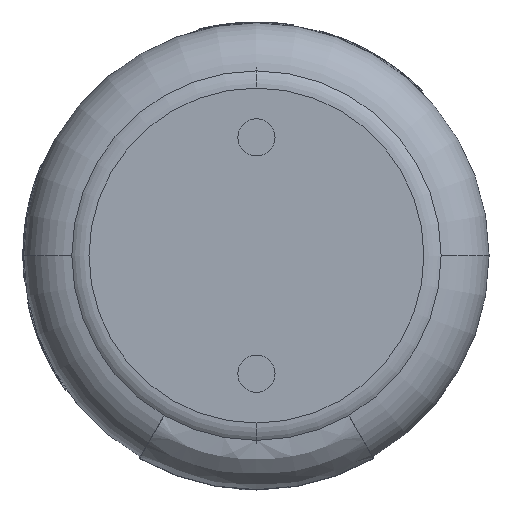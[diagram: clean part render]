
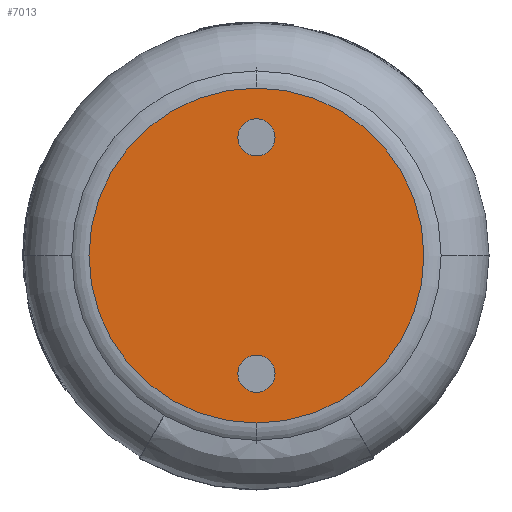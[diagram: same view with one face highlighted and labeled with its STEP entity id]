
A CAD part, front view. The second image highlights one B-rep face of the part: STEP entity #7013.
In plain terms, the highlighted planar face has unit normal (0, -1, 0).
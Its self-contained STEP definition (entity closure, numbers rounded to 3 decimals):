
#137 = DIRECTION ( 'NONE',  ( 0., 0., -1. ) ) ;
#226 = VERTEX_POINT ( 'NONE', #8807 ) ;
#548 = DIRECTION ( 'NONE',  ( 0., 0., -1. ) ) ;
#774 = EDGE_CURVE ( 'NONE', #226, #6892, #7388, .T. ) ;
#1011 = CARTESIAN_POINT ( 'NONE',  ( 0., 0., -1.27 ) ) ;
#1405 = AXIS2_PLACEMENT_3D ( 'NONE', #13588, #8036, #6597 ) ;
#1532 = EDGE_LOOP ( 'NONE', ( #6662, #15233 ) ) ;
#1747 = CARTESIAN_POINT ( 'NONE',  ( 0., 0., 1.27 ) ) ;
#1940 = ORIENTED_EDGE ( 'NONE', *, *, #8413, .F. ) ;
#2120 = CIRCLE ( 'NONE', #10767, 1.8 ) ;
#2146 = CARTESIAN_POINT ( 'NONE',  ( 0., 0., -1.47 ) ) ;
#2382 = DIRECTION ( 'NONE',  ( 0., -1., 0. ) ) ;
#2489 = FACE_OUTER_BOUND ( 'NONE', #9261, .T. ) ;
#2763 = CIRCLE ( 'NONE', #9894, 1.8 ) ;
#3148 = CIRCLE ( 'NONE', #1405, 0.2 ) ;
#3379 = AXIS2_PLACEMENT_3D ( 'NONE', #16470, #5745, #12397 ) ;
#3843 = AXIS2_PLACEMENT_3D ( 'NONE', #7277, #14156, #548 ) ;
#3966 = AXIS2_PLACEMENT_3D ( 'NONE', #1011, #2382, #11925 ) ;
#4192 = CIRCLE ( 'NONE', #3966, 0.2 ) ;
#4523 = VERTEX_POINT ( 'NONE', #2146 ) ;
#4585 = ORIENTED_EDGE ( 'NONE', *, *, #8870, .F. ) ;
#4706 = VERTEX_POINT ( 'NONE', #17617 ) ;
#5745 = DIRECTION ( 'NONE',  ( 0., -1., 0. ) ) ;
#5989 = DIRECTION ( 'NONE',  ( 0., -1., 0. ) ) ;
#6095 = EDGE_CURVE ( 'NONE', #4706, #16367, #2763, .T. ) ;
#6114 = CARTESIAN_POINT ( 'NONE',  ( 0., 0., -1.07 ) ) ;
#6597 = DIRECTION ( 'NONE',  ( 0., 0., -1. ) ) ;
#6662 = ORIENTED_EDGE ( 'NONE', *, *, #12538, .F. ) ;
#6892 = VERTEX_POINT ( 'NONE', #11243 ) ;
#6973 = DIRECTION ( 'NONE',  ( 0., -1., 0. ) ) ;
#7013 = ADVANCED_FACE ( 'NONE', ( #10829, #2489, #17660 ), #15469, .T. ) ;
#7277 = CARTESIAN_POINT ( 'NONE',  ( 2.1, 0., 0. ) ) ;
#7388 = CIRCLE ( 'NONE', #12591, 0.2 ) ;
#8036 = DIRECTION ( 'NONE',  ( 0., -1., 0. ) ) ;
#8171 = CARTESIAN_POINT ( 'NONE',  ( 0., 0., 0. ) ) ;
#8293 = CIRCLE ( 'NONE', #3379, 0.2 ) ;
#8300 = CARTESIAN_POINT ( 'NONE',  ( 0., 0., 0. ) ) ;
#8306 = ORIENTED_EDGE ( 'NONE', *, *, #6095, .T. ) ;
#8413 = EDGE_CURVE ( 'NONE', #4523, #13628, #8293, .T. ) ;
#8524 = CARTESIAN_POINT ( 'NONE',  ( 0., 0., 1.8 ) ) ;
#8807 = CARTESIAN_POINT ( 'NONE',  ( 0., 0., 1.07 ) ) ;
#8870 = EDGE_CURVE ( 'NONE', #13628, #4523, #4192, .T. ) ;
#9261 = EDGE_LOOP ( 'NONE', ( #8306, #9574 ) ) ;
#9537 = DIRECTION ( 'NONE',  ( 0., 0., -1. ) ) ;
#9574 = ORIENTED_EDGE ( 'NONE', *, *, #10606, .T. ) ;
#9894 = AXIS2_PLACEMENT_3D ( 'NONE', #8171, #17663, #9537 ) ;
#10250 = EDGE_LOOP ( 'NONE', ( #4585, #1940 ) ) ;
#10606 = EDGE_CURVE ( 'NONE', #16367, #4706, #2120, .T. ) ;
#10767 = AXIS2_PLACEMENT_3D ( 'NONE', #8300, #6973, #137 ) ;
#10829 = FACE_BOUND ( 'NONE', #1532, .T. ) ;
#11243 = CARTESIAN_POINT ( 'NONE',  ( 0., 0., 1.47 ) ) ;
#11925 = DIRECTION ( 'NONE',  ( 0., 0., -1. ) ) ;
#12397 = DIRECTION ( 'NONE',  ( 0., 0., -1. ) ) ;
#12538 = EDGE_CURVE ( 'NONE', #6892, #226, #3148, .T. ) ;
#12591 = AXIS2_PLACEMENT_3D ( 'NONE', #1747, #5989, #15455 ) ;
#13588 = CARTESIAN_POINT ( 'NONE',  ( 0., 0., 1.27 ) ) ;
#13628 = VERTEX_POINT ( 'NONE', #6114 ) ;
#14156 = DIRECTION ( 'NONE',  ( 0., -1., 0. ) ) ;
#15233 = ORIENTED_EDGE ( 'NONE', *, *, #774, .F. ) ;
#15455 = DIRECTION ( 'NONE',  ( 0., 0., -1. ) ) ;
#15469 = PLANE ( 'NONE',  #3843 ) ;
#16367 = VERTEX_POINT ( 'NONE', #8524 ) ;
#16470 = CARTESIAN_POINT ( 'NONE',  ( 0., 0., -1.27 ) ) ;
#17617 = CARTESIAN_POINT ( 'NONE',  ( 0., 0., -1.8 ) ) ;
#17660 = FACE_BOUND ( 'NONE', #10250, .T. ) ;
#17663 = DIRECTION ( 'NONE',  ( 0., -1., 0. ) ) ;
